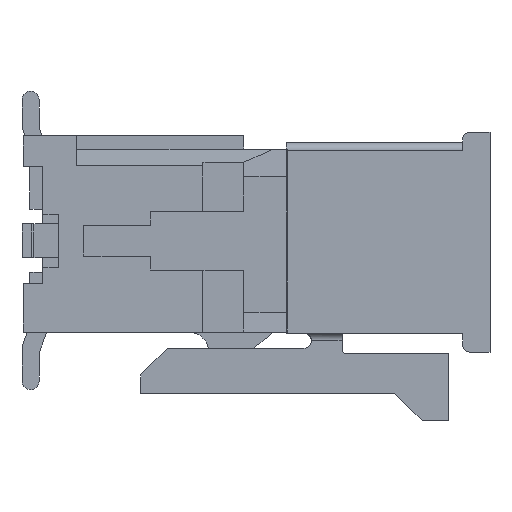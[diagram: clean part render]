
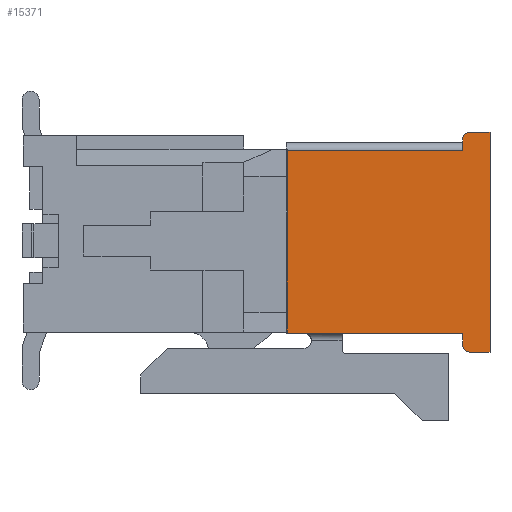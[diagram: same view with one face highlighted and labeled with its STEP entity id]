
A CAD part, left-side view. The second image highlights one B-rep face of the part: STEP entity #15371.
In plain terms, the highlighted planar face has unit normal (-1, 0, 0).
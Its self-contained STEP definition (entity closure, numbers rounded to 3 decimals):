
#82 = DIRECTION ( 'NONE',  ( 0., 1., 0. ) ) ;
#96 = CARTESIAN_POINT ( 'NONE',  ( -4.93, -3.23, -3.87 ) ) ;
#128 = EDGE_CURVE ( 'NONE', #5241, #9480, #14655, .T. ) ;
#242 = CARTESIAN_POINT ( 'NONE',  ( -4.93, -4., 4.13 ) ) ;
#546 = CIRCLE ( 'NONE', #13222, 0.25 ) ;
#714 = EDGE_CURVE ( 'NONE', #12592, #6077, #8061, .T. ) ;
#977 = LINE ( 'NONE', #14416, #1164 ) ;
#1010 = LINE ( 'NONE', #2908, #7179 ) ;
#1029 = CARTESIAN_POINT ( 'NONE',  ( -4.93, -2.98, -4.12 ) ) ;
#1164 = VECTOR ( 'NONE', #4688, 1000. ) ;
#1395 = PLANE ( 'NONE',  #13611 ) ;
#1401 = CARTESIAN_POINT ( 'NONE',  ( -4.93, 3.65, -3.42 ) ) ;
#1535 = ORIENTED_EDGE ( 'NONE', *, *, #14299, .F. ) ;
#1579 = EDGE_CURVE ( 'NONE', #6705, #11717, #7099, .T. ) ;
#2026 = EDGE_CURVE ( 'NONE', #10947, #6705, #13963, .T. ) ;
#2908 = CARTESIAN_POINT ( 'NONE',  ( -4.93, -2.98, -4.12 ) ) ;
#3150 = DIRECTION ( 'NONE',  ( -1., 0., 0. ) ) ;
#3265 = VECTOR ( 'NONE', #12256, 1000. ) ;
#3266 = DIRECTION ( 'NONE',  ( 0., 0., 1. ) ) ;
#3312 = CARTESIAN_POINT ( 'NONE',  ( -4.93, -2.98, -3.87 ) ) ;
#3554 = CARTESIAN_POINT ( 'NONE',  ( -4.93, 3.65, 3.43 ) ) ;
#3714 = ORIENTED_EDGE ( 'NONE', *, *, #12164, .T. ) ;
#3761 = DIRECTION ( 'NONE',  ( -1., 0., 0. ) ) ;
#3822 = ORIENTED_EDGE ( 'NONE', *, *, #1579, .F. ) ;
#4256 = DIRECTION ( 'NONE',  ( 0., 0., -1. ) ) ;
#4505 = CIRCLE ( 'NONE', #12863, 0.25 ) ;
#4688 = DIRECTION ( 'NONE',  ( 0., -1., 0. ) ) ;
#4979 = DIRECTION ( 'NONE',  ( 0., 0., 1. ) ) ;
#4999 = FACE_OUTER_BOUND ( 'NONE', #13241, .T. ) ;
#5099 = VERTEX_POINT ( 'NONE', #3554 ) ;
#5241 = VERTEX_POINT ( 'NONE', #8683 ) ;
#5566 = DIRECTION ( 'NONE',  ( 0., 0., 1. ) ) ;
#5638 = DIRECTION ( 'NONE',  ( 0., 1., 0. ) ) ;
#5794 = DIRECTION ( 'NONE',  ( 0., 0., 1. ) ) ;
#6077 = VERTEX_POINT ( 'NONE', #13738 ) ;
#6081 = CARTESIAN_POINT ( 'NONE',  ( -4.93, -2.98, -3.42 ) ) ;
#6121 = CARTESIAN_POINT ( 'NONE',  ( -4.93, -3.23, 4.13 ) ) ;
#6306 = ORIENTED_EDGE ( 'NONE', *, *, #11327, .T. ) ;
#6381 = VECTOR ( 'NONE', #8271, 1000. ) ;
#6554 = CARTESIAN_POINT ( 'NONE',  ( -4.93, -3.23, -4.12 ) ) ;
#6599 = CARTESIAN_POINT ( 'NONE',  ( -4.93, -4., 4.13 ) ) ;
#6616 = CARTESIAN_POINT ( 'NONE',  ( -4.93, 3.65, 4.13 ) ) ;
#6705 = VERTEX_POINT ( 'NONE', #6081 ) ;
#6903 = CARTESIAN_POINT ( 'NONE',  ( -4.93, -2.98, 3.43 ) ) ;
#7047 = VERTEX_POINT ( 'NONE', #6554 ) ;
#7099 = LINE ( 'NONE', #9792, #12348 ) ;
#7168 = CARTESIAN_POINT ( 'NONE',  ( -4.93, -4., 4.13 ) ) ;
#7179 = VECTOR ( 'NONE', #5638, 1000. ) ;
#7239 = VERTEX_POINT ( 'NONE', #6121 ) ;
#7371 = EDGE_CURVE ( 'NONE', #12592, #7239, #14159, .T. ) ;
#7871 = CARTESIAN_POINT ( 'NONE',  ( -4.93, -2.98, 3.88 ) ) ;
#8061 = LINE ( 'NONE', #7168, #6381 ) ;
#8271 = DIRECTION ( 'NONE',  ( 0., 0., -1. ) ) ;
#8310 = ORIENTED_EDGE ( 'NONE', *, *, #2026, .F. ) ;
#8650 = ORIENTED_EDGE ( 'NONE', *, *, #714, .F. ) ;
#8683 = CARTESIAN_POINT ( 'NONE',  ( -4.93, -2.98, 3.43 ) ) ;
#9184 = CARTESIAN_POINT ( 'NONE',  ( -4.93, -3.23, 3.88 ) ) ;
#9480 = VERTEX_POINT ( 'NONE', #7871 ) ;
#9642 = VECTOR ( 'NONE', #3266, 1000. ) ;
#9792 = CARTESIAN_POINT ( 'NONE',  ( -4.93, -4., -3.42 ) ) ;
#9801 = CARTESIAN_POINT ( 'NONE',  ( -4.93, -4., 4.13 ) ) ;
#9861 = EDGE_CURVE ( 'NONE', #10947, #7047, #546, .T. ) ;
#10674 = ORIENTED_EDGE ( 'NONE', *, *, #14636, .F. ) ;
#10947 = VERTEX_POINT ( 'NONE', #3312 ) ;
#11078 = VECTOR ( 'NONE', #4256, 1000. ) ;
#11115 = DIRECTION ( 'NONE',  ( -1., 0., 0. ) ) ;
#11327 = EDGE_CURVE ( 'NONE', #5099, #11717, #11468, .T. ) ;
#11468 = LINE ( 'NONE', #6616, #11078 ) ;
#11717 = VERTEX_POINT ( 'NONE', #1401 ) ;
#11775 = ORIENTED_EDGE ( 'NONE', *, *, #128, .F. ) ;
#12164 = EDGE_CURVE ( 'NONE', #7239, #9480, #4505, .T. ) ;
#12256 = DIRECTION ( 'NONE',  ( 0., 1., 0. ) ) ;
#12348 = VECTOR ( 'NONE', #82, 1000. ) ;
#12590 = VECTOR ( 'NONE', #5794, 1000. ) ;
#12592 = VERTEX_POINT ( 'NONE', #6599 ) ;
#12863 = AXIS2_PLACEMENT_3D ( 'NONE', #9184, #3150, #5566 ) ;
#13222 = AXIS2_PLACEMENT_3D ( 'NONE', #96, #3761, #4979 ) ;
#13241 = EDGE_LOOP ( 'NONE', ( #8310, #13799, #1535, #8650, #14689, #3714, #11775, #10674, #6306, #3822 ) ) ;
#13552 = DIRECTION ( 'NONE',  ( 0., 0., 1. ) ) ;
#13611 = AXIS2_PLACEMENT_3D ( 'NONE', #242, #11115, #13552 ) ;
#13738 = CARTESIAN_POINT ( 'NONE',  ( -4.93, -4., -4.12 ) ) ;
#13799 = ORIENTED_EDGE ( 'NONE', *, *, #9861, .T. ) ;
#13963 = LINE ( 'NONE', #1029, #9642 ) ;
#14159 = LINE ( 'NONE', #9801, #3265 ) ;
#14299 = EDGE_CURVE ( 'NONE', #6077, #7047, #1010, .T. ) ;
#14416 = CARTESIAN_POINT ( 'NONE',  ( -4.93, 3.65, 3.43 ) ) ;
#14636 = EDGE_CURVE ( 'NONE', #5099, #5241, #977, .T. ) ;
#14655 = LINE ( 'NONE', #6903, #12590 ) ;
#14689 = ORIENTED_EDGE ( 'NONE', *, *, #7371, .T. ) ;
#15371 = ADVANCED_FACE ( 'NONE', ( #4999 ), #1395, .T. ) ;
